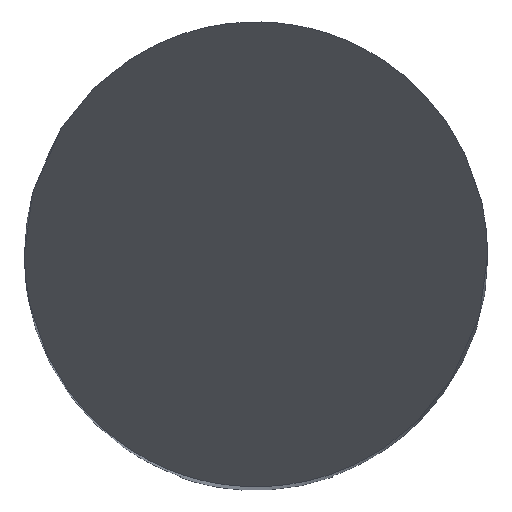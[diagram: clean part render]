
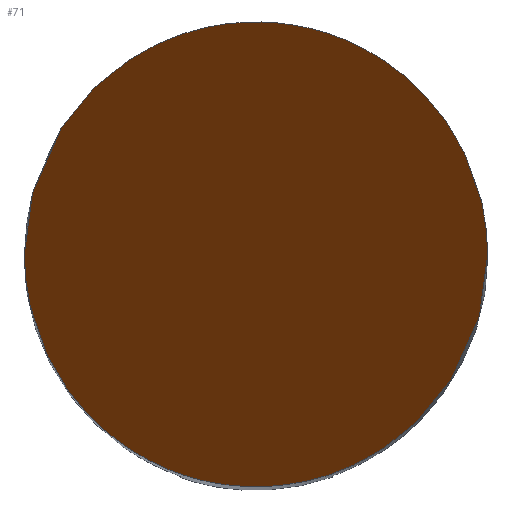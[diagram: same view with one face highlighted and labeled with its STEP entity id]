
A CAD part, top view. The second image highlights one B-rep face of the part: STEP entity #71.
In plain terms, the highlighted planar face has unit normal (0, -0.866, 0.5).
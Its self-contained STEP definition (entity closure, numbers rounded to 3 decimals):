
#56=PLANE('',#649);
#71=ADVANCED_FACE('FLCHE2',(#113),#56,.F.);
#113=FACE_OUTER_BOUND('',#146,.T.);
#146=EDGE_LOOP('',(#313,#314));
#313=ORIENTED_EDGE('',*,*,#501,.F.);
#314=ORIENTED_EDGE('',*,*,#518,.F.);
#445=VERTEX_POINT('',#836);
#446=VERTEX_POINT('',#837);
#501=EDGE_CURVE('',#445,#446,#594,.T.);
#518=EDGE_CURVE('',#446,#445,#596,.T.);
#594=(
BOUNDED_CURVE()
B_SPLINE_CURVE(3,(#832,#833,#834,#835),.UNSPECIFIED.,.F.,.F.)
B_SPLINE_CURVE_WITH_KNOTS((4,4),(0.,1.),.UNSPECIFIED.)
CURVE()
GEOMETRIC_REPRESENTATION_ITEM()
RATIONAL_B_SPLINE_CURVE((1.,0.333,0.333,1.))
REPRESENTATION_ITEM('')
);
#596=(
BOUNDED_CURVE()
B_SPLINE_CURVE(3,(#941,#942,#943,#944),.UNSPECIFIED.,.F.,.F.)
B_SPLINE_CURVE_WITH_KNOTS((4,4),(0.,1.),.UNSPECIFIED.)
CURVE()
GEOMETRIC_REPRESENTATION_ITEM()
RATIONAL_B_SPLINE_CURVE((1.,0.333,0.333,1.))
REPRESENTATION_ITEM('')
);
#649=AXIS2_PLACEMENT_3D('',#1011,#713,#714);
#713=DIRECTION('',(0.,0.866,-0.5));
#714=DIRECTION('',(0.,0.5,0.866));
#832=CARTESIAN_POINT('',(-4.,0.,0.));
#833=CARTESIAN_POINT('',(-4.,8.,13.856));
#834=CARTESIAN_POINT('',(4.,8.,13.856));
#835=CARTESIAN_POINT('',(4.,0.,0.));
#836=CARTESIAN_POINT('',(-4.,0.,0.));
#837=CARTESIAN_POINT('',(4.,0.,0.));
#941=CARTESIAN_POINT('',(4.,0.,0.));
#942=CARTESIAN_POINT('',(4.,-8.,-13.856));
#943=CARTESIAN_POINT('',(-4.,-8.,-13.856));
#944=CARTESIAN_POINT('',(-4.,0.,0.));
#1011=CARTESIAN_POINT('',(4.,4.,6.928));
